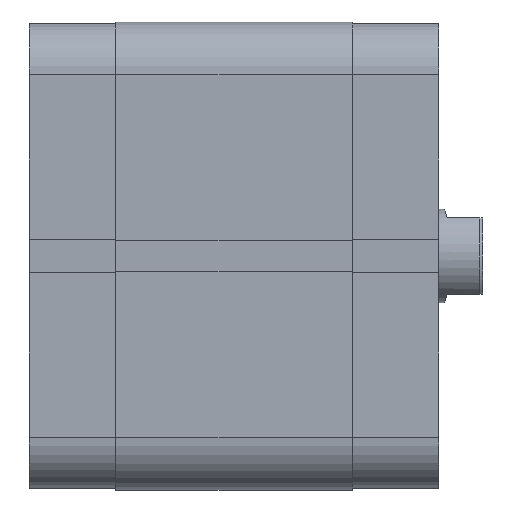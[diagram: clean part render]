
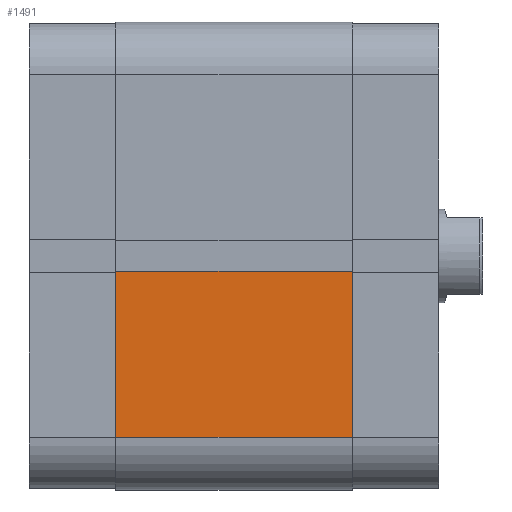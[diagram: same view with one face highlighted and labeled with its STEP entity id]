
A CAD part, front view. The second image highlights one B-rep face of the part: STEP entity #1491.
In plain terms, the highlighted planar face has unit normal (0, -1, 0).
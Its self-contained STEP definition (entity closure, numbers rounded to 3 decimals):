
#270 = VERTEX_POINT ( 'NONE', #6162 ) ;
#282 = VERTEX_POINT ( 'NONE', #6172 ) ;
#323 = VERTEX_POINT ( 'NONE', #6212 ) ;
#666 = AXIS2_PLACEMENT_3D ( 'NONE', #3958, #3961, #3962 ) ;
#1069 = EDGE_CURVE ( 'NONE', #6111, #270, #2132, .T. ) ;
#1070 = EDGE_CURVE ( 'NONE', #282, #270, #2119, .T. ) ;
#1073 = EDGE_CURVE ( 'NONE', #323, #6111, #2139, .T. ) ;
#1074 = EDGE_CURVE ( 'NONE', #323, #282, #2141, .T. ) ;
#1491 = ADVANCED_FACE ( 'NONE', ( #4779 ), #3959, .F. ) ;
#2119 = LINE ( 'NONE', #3008, #2134 ) ;
#2129 = VECTOR ( 'NONE', #3022, 1000. ) ;
#2132 = LINE ( 'NONE', #3013, #2133 ) ;
#2133 = VECTOR ( 'NONE', #3014, 1000. ) ;
#2134 = VECTOR ( 'NONE', #3016, 1000. ) ;
#2139 = LINE ( 'NONE', #3012, #2129 ) ;
#2141 = LINE ( 'NONE', #3023, #2142 ) ;
#2142 = VECTOR ( 'NONE', #3024, 1000. ) ;
#3008 = CARTESIAN_POINT ( 'NONE',  ( -2.6, -40., 40.5 ) ) ;
#3012 = CARTESIAN_POINT ( 'NONE',  ( -31., -40., 40.5 ) ) ;
#3013 = CARTESIAN_POINT ( 'NONE',  ( 0., -40., 0. ) ) ;
#3014 = DIRECTION ( 'NONE',  ( 1., 0., 0. ) ) ;
#3016 = DIRECTION ( 'NONE',  ( 0., 0., -1. ) ) ;
#3022 = DIRECTION ( 'NONE',  ( 0., 0., -1. ) ) ;
#3023 = CARTESIAN_POINT ( 'NONE',  ( 0., -40., 40.5 ) ) ;
#3024 = DIRECTION ( 'NONE',  ( 1., 0., 0. ) ) ;
#3958 = CARTESIAN_POINT ( 'NONE',  ( 0., -40., 40.5 ) ) ;
#3959 = PLANE ( 'NONE',  #666 ) ;
#3961 = DIRECTION ( 'NONE',  ( 0., 1., 0. ) ) ;
#3962 = DIRECTION ( 'NONE',  ( 0., 0., 1. ) ) ;
#4557 = CARTESIAN_POINT ( 'NONE',  ( -31., -40., 0. ) ) ;
#4779 = FACE_OUTER_BOUND ( 'NONE', #5717, .T. ) ;
#5613 = ORIENTED_EDGE ( 'NONE', *, *, #1073, .T. ) ;
#5614 = ORIENTED_EDGE ( 'NONE', *, *, #1074, .F. ) ;
#5615 = ORIENTED_EDGE ( 'NONE', *, *, #1070, .F. ) ;
#5616 = ORIENTED_EDGE ( 'NONE', *, *, #1069, .T. ) ;
#5717 = EDGE_LOOP ( 'NONE', ( #5616, #5615, #5614, #5613 ) ) ;
#6111 = VERTEX_POINT ( 'NONE', #4557 ) ;
#6162 = CARTESIAN_POINT ( 'NONE',  ( -2.6, -40., 0. ) ) ;
#6172 = CARTESIAN_POINT ( 'NONE',  ( -2.6, -40., 40.5 ) ) ;
#6212 = CARTESIAN_POINT ( 'NONE',  ( -31., -40., 40.5 ) ) ;
